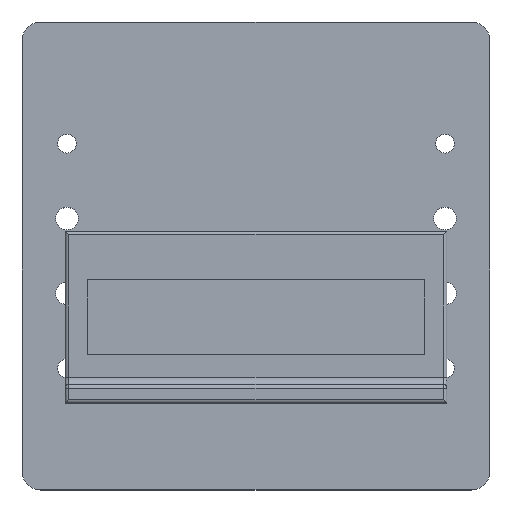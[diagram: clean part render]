
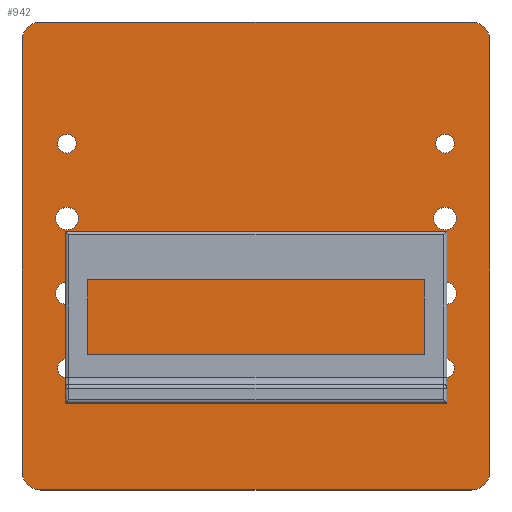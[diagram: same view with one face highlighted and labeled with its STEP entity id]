
A CAD part, top view. The second image highlights one B-rep face of the part: STEP entity #942.
In plain terms, the highlighted planar face has unit normal (0, 0, 1).
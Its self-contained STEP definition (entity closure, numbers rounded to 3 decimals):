
#41=FACE_BOUND('',#158,.T.);
#42=FACE_BOUND('',#159,.T.);
#43=FACE_BOUND('',#160,.T.);
#44=FACE_BOUND('',#161,.T.);
#45=FACE_BOUND('',#162,.T.);
#46=FACE_BOUND('',#163,.T.);
#47=FACE_BOUND('',#164,.T.);
#48=FACE_BOUND('',#165,.T.);
#68=PLANE('',#1058);
#103=FACE_OUTER_BOUND('',#157,.T.);
#157=EDGE_LOOP('',(#701,#702,#703,#704,#705,#706,#707,#708));
#158=EDGE_LOOP('',(#709));
#159=EDGE_LOOP('',(#710));
#160=EDGE_LOOP('',(#711));
#161=EDGE_LOOP('',(#712));
#162=EDGE_LOOP('',(#713));
#163=EDGE_LOOP('',(#714));
#164=EDGE_LOOP('',(#715));
#165=EDGE_LOOP('',(#716));
#228=LINE('',#1487,#309);
#232=LINE('',#1499,#313);
#236=LINE('',#1511,#317);
#240=LINE('',#1523,#321);
#309=VECTOR('',#1191,10.);
#313=VECTOR('',#1203,10.);
#317=VECTOR('',#1215,10.);
#321=VECTOR('',#1227,10.);
#380=CIRCLE('',#1019,2.5);
#382=CIRCLE('',#1022,3.);
#384=CIRCLE('',#1025,3.);
#386=CIRCLE('',#1028,3.);
#388=CIRCLE('',#1031,3.);
#390=CIRCLE('',#1034,2.5);
#392=CIRCLE('',#1037,2.5);
#394=CIRCLE('',#1040,2.5);
#397=CIRCLE('',#1045,5.);
#399=CIRCLE('',#1049,5.);
#401=CIRCLE('',#1053,5.);
#403=CIRCLE('',#1057,5.);
#424=VERTEX_POINT('',#1433);
#426=VERTEX_POINT('',#1439);
#428=VERTEX_POINT('',#1445);
#430=VERTEX_POINT('',#1451);
#432=VERTEX_POINT('',#1457);
#434=VERTEX_POINT('',#1463);
#436=VERTEX_POINT('',#1469);
#438=VERTEX_POINT('',#1475);
#442=VERTEX_POINT('',#1484);
#443=VERTEX_POINT('',#1486);
#445=VERTEX_POINT('',#1492);
#447=VERTEX_POINT('',#1498);
#449=VERTEX_POINT('',#1504);
#451=VERTEX_POINT('',#1510);
#453=VERTEX_POINT('',#1516);
#455=VERTEX_POINT('',#1522);
#506=EDGE_CURVE('',#424,#424,#380,.T.);
#509=EDGE_CURVE('',#426,#426,#382,.T.);
#512=EDGE_CURVE('',#428,#428,#384,.T.);
#515=EDGE_CURVE('',#430,#430,#386,.T.);
#518=EDGE_CURVE('',#432,#432,#388,.T.);
#521=EDGE_CURVE('',#434,#434,#390,.T.);
#524=EDGE_CURVE('',#436,#436,#392,.T.);
#527=EDGE_CURVE('',#438,#438,#394,.T.);
#532=EDGE_CURVE('',#443,#442,#228,.T.);
#535=EDGE_CURVE('',#445,#443,#397,.T.);
#538=EDGE_CURVE('',#447,#445,#232,.T.);
#541=EDGE_CURVE('',#449,#447,#399,.T.);
#544=EDGE_CURVE('',#451,#449,#236,.T.);
#547=EDGE_CURVE('',#453,#451,#401,.T.);
#550=EDGE_CURVE('',#455,#453,#240,.T.);
#553=EDGE_CURVE('',#442,#455,#403,.T.);
#701=ORIENTED_EDGE('',*,*,#553,.T.);
#702=ORIENTED_EDGE('',*,*,#550,.T.);
#703=ORIENTED_EDGE('',*,*,#547,.T.);
#704=ORIENTED_EDGE('',*,*,#544,.T.);
#705=ORIENTED_EDGE('',*,*,#541,.T.);
#706=ORIENTED_EDGE('',*,*,#538,.T.);
#707=ORIENTED_EDGE('',*,*,#535,.T.);
#708=ORIENTED_EDGE('',*,*,#532,.T.);
#709=ORIENTED_EDGE('',*,*,#506,.T.);
#710=ORIENTED_EDGE('',*,*,#509,.T.);
#711=ORIENTED_EDGE('',*,*,#512,.T.);
#712=ORIENTED_EDGE('',*,*,#515,.T.);
#713=ORIENTED_EDGE('',*,*,#518,.T.);
#714=ORIENTED_EDGE('',*,*,#527,.T.);
#715=ORIENTED_EDGE('',*,*,#524,.T.);
#716=ORIENTED_EDGE('',*,*,#521,.T.);
#942=ADVANCED_FACE('',(#103,#41,#42,#43,#44,#45,#46,#47,#48),#68,.T.);
#1019=AXIS2_PLACEMENT_3D('',#1434,#1133,#1134);
#1022=AXIS2_PLACEMENT_3D('',#1440,#1140,#1141);
#1025=AXIS2_PLACEMENT_3D('',#1446,#1147,#1148);
#1028=AXIS2_PLACEMENT_3D('',#1452,#1154,#1155);
#1031=AXIS2_PLACEMENT_3D('',#1458,#1161,#1162);
#1034=AXIS2_PLACEMENT_3D('',#1464,#1168,#1169);
#1037=AXIS2_PLACEMENT_3D('',#1470,#1175,#1176);
#1040=AXIS2_PLACEMENT_3D('',#1476,#1182,#1183);
#1045=AXIS2_PLACEMENT_3D('',#1493,#1197,#1198);
#1049=AXIS2_PLACEMENT_3D('',#1505,#1209,#1210);
#1053=AXIS2_PLACEMENT_3D('',#1517,#1221,#1222);
#1057=AXIS2_PLACEMENT_3D('',#1527,#1233,#1234);
#1058=AXIS2_PLACEMENT_3D('',#1528,#1235,#1236);
#1133=DIRECTION('center_axis',(0.,0.,-1.));
#1134=DIRECTION('ref_axis',(-1.,0.,0.));
#1140=DIRECTION('center_axis',(0.,0.,-1.));
#1141=DIRECTION('ref_axis',(-1.,0.,0.));
#1147=DIRECTION('center_axis',(0.,0.,-1.));
#1148=DIRECTION('ref_axis',(-1.,0.,0.));
#1154=DIRECTION('center_axis',(0.,0.,-1.));
#1155=DIRECTION('ref_axis',(-1.,0.,0.));
#1161=DIRECTION('center_axis',(0.,0.,-1.));
#1162=DIRECTION('ref_axis',(-1.,0.,0.));
#1168=DIRECTION('center_axis',(0.,0.,-1.));
#1169=DIRECTION('ref_axis',(1.,0.,0.));
#1175=DIRECTION('center_axis',(0.,0.,-1.));
#1176=DIRECTION('ref_axis',(1.,0.,0.));
#1182=DIRECTION('center_axis',(0.,0.,-1.));
#1183=DIRECTION('ref_axis',(1.,0.,0.));
#1191=DIRECTION('',(1.,0.,0.));
#1197=DIRECTION('center_axis',(0.,0.,1.));
#1198=DIRECTION('ref_axis',(-1.,0.,0.));
#1203=DIRECTION('',(0.,-1.,0.));
#1209=DIRECTION('center_axis',(0.,0.,1.));
#1210=DIRECTION('ref_axis',(0.,1.,0.));
#1215=DIRECTION('',(-1.,0.,0.));
#1221=DIRECTION('center_axis',(0.,0.,1.));
#1222=DIRECTION('ref_axis',(1.,0.,0.));
#1227=DIRECTION('',(0.,1.,0.));
#1233=DIRECTION('center_axis',(0.,0.,1.));
#1234=DIRECTION('ref_axis',(0.,-1.,0.));
#1235=DIRECTION('center_axis',(0.,0.,1.));
#1236=DIRECTION('ref_axis',(1.,0.,0.));
#1433=CARTESIAN_POINT('',(115.5,92.5,5.));
#1434=CARTESIAN_POINT('Origin',(113.,92.5,5.));
#1439=CARTESIAN_POINT('',(116.,72.5,5.));
#1440=CARTESIAN_POINT('Origin',(113.,72.5,5.));
#1445=CARTESIAN_POINT('',(15.,72.5,5.));
#1446=CARTESIAN_POINT('Origin',(12.,72.5,5.));
#1451=CARTESIAN_POINT('',(116.,52.5,5.));
#1452=CARTESIAN_POINT('Origin',(113.,52.5,5.));
#1457=CARTESIAN_POINT('',(15.,52.5,5.));
#1458=CARTESIAN_POINT('Origin',(12.,52.5,5.));
#1463=CARTESIAN_POINT('',(110.5,32.5,5.));
#1464=CARTESIAN_POINT('Origin',(113.,32.5,5.));
#1469=CARTESIAN_POINT('',(9.5,32.5,5.));
#1470=CARTESIAN_POINT('Origin',(12.,32.5,5.));
#1475=CARTESIAN_POINT('',(9.5,92.5,5.));
#1476=CARTESIAN_POINT('Origin',(12.,92.5,5.));
#1484=CARTESIAN_POINT('',(120.,0.,5.));
#1486=CARTESIAN_POINT('',(5.,0.,5.));
#1487=CARTESIAN_POINT('',(5.,0.,5.));
#1492=CARTESIAN_POINT('',(0.,5.,5.));
#1493=CARTESIAN_POINT('Origin',(5.,5.,5.));
#1498=CARTESIAN_POINT('',(0.,120.,5.));
#1499=CARTESIAN_POINT('',(0.,120.,5.));
#1504=CARTESIAN_POINT('',(5.,125.,5.));
#1505=CARTESIAN_POINT('Origin',(5.,120.,5.));
#1510=CARTESIAN_POINT('',(120.,125.,5.));
#1511=CARTESIAN_POINT('',(120.,125.,5.));
#1516=CARTESIAN_POINT('',(125.,120.,5.));
#1517=CARTESIAN_POINT('Origin',(120.,120.,5.));
#1522=CARTESIAN_POINT('',(125.,5.,5.));
#1523=CARTESIAN_POINT('',(125.,5.,5.));
#1527=CARTESIAN_POINT('Origin',(120.,5.,5.));
#1528=CARTESIAN_POINT('Origin',(62.5,62.5,5.));
